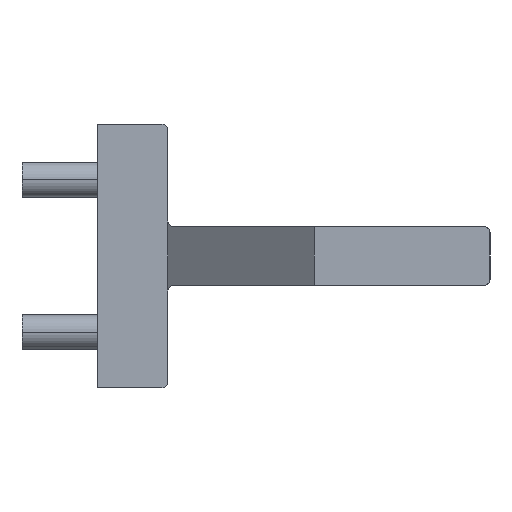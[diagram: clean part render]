
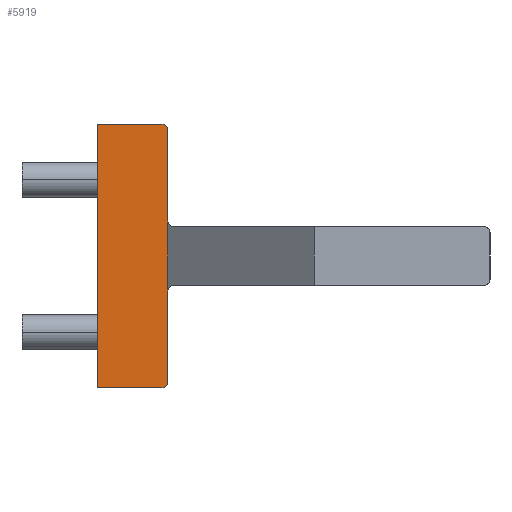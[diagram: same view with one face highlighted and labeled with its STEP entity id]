
A CAD part, left-side view. The second image highlights one B-rep face of the part: STEP entity #5919.
In plain terms, the highlighted planar face has unit normal (-1, 0, 0).
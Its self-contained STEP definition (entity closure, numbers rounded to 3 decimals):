
#5835=AXIS2_PLACEMENT_3D('Plane Axis2P3D',#5832,#5833,#5834) ;
#5839=AXIS2_PLACEMENT_3D('Circle Axis2P3D',#5837,#5838,$) ;
#5883=AXIS2_PLACEMENT_3D('Circle Axis2P3D',#5881,#5882,$) ;
#5832=CARTESIAN_POINT('Axis2P3D Location',(-258.,10.,205.)) ;
#5837=CARTESIAN_POINT('Axis2P3D Location',(-258.,-1.,183.5)) ;
#5841=CARTESIAN_POINT('Vertex',(-258.,-2.,183.5)) ;
#5843=CARTESIAN_POINT('Vertex',(-258.,-1.,182.5)) ;
#5846=CARTESIAN_POINT('Line Origine',(-258.,-2.,191.25)) ;
#5850=CARTESIAN_POINT('Vertex',(-258.,-2.,199.)) ;
#5853=CARTESIAN_POINT('Line Origine',(-258.,-2.,199.5)) ;
#5857=CARTESIAN_POINT('Vertex',(-258.,-2.,200.)) ;
#5860=CARTESIAN_POINT('Line Origine',(-258.,-2.,205.)) ;
#5864=CARTESIAN_POINT('Vertex',(-258.,-2.,210.)) ;
#5867=CARTESIAN_POINT('Line Origine',(-258.,-2.,210.5)) ;
#5871=CARTESIAN_POINT('Vertex',(-258.,-2.,211.)) ;
#5874=CARTESIAN_POINT('Line Origine',(-258.,-2.,218.75)) ;
#5878=CARTESIAN_POINT('Vertex',(-258.,-2.,226.5)) ;
#5881=CARTESIAN_POINT('Axis2P3D Location',(-258.,-1.,226.5)) ;
#5885=CARTESIAN_POINT('Vertex',(-258.,-1.,227.5)) ;
#5888=CARTESIAN_POINT('Line Origine',(-258.,4.5,227.5)) ;
#5892=CARTESIAN_POINT('Vertex',(-258.,10.,227.5)) ;
#5895=CARTESIAN_POINT('Line Origine',(-258.,10.,205.)) ;
#5899=CARTESIAN_POINT('Vertex',(-258.,10.,182.5)) ;
#5902=CARTESIAN_POINT('Line Origine',(-258.,4.5,182.5)) ;
#5833=DIRECTION('Axis2P3D Direction',(1.,0.,0.)) ;
#5834=DIRECTION('Axis2P3D XDirection',(0.,1.,0.)) ;
#5838=DIRECTION('Axis2P3D Direction',(1.,0.,0.)) ;
#5847=DIRECTION('Vector Direction',(0.,0.,1.)) ;
#5854=DIRECTION('Vector Direction',(0.,0.,1.)) ;
#5861=DIRECTION('Vector Direction',(0.,0.,-1.)) ;
#5868=DIRECTION('Vector Direction',(0.,0.,-1.)) ;
#5875=DIRECTION('Vector Direction',(0.,0.,-1.)) ;
#5882=DIRECTION('Axis2P3D Direction',(1.,0.,0.)) ;
#5889=DIRECTION('Vector Direction',(0.,-1.,0.)) ;
#5896=DIRECTION('Vector Direction',(0.,0.,1.)) ;
#5903=DIRECTION('Vector Direction',(0.,-1.,0.)) ;
#5848=VECTOR('Line Direction',#5847,1.) ;
#5855=VECTOR('Line Direction',#5854,1.) ;
#5862=VECTOR('Line Direction',#5861,1.) ;
#5869=VECTOR('Line Direction',#5868,1.) ;
#5876=VECTOR('Line Direction',#5875,1.) ;
#5890=VECTOR('Line Direction',#5889,1.) ;
#5897=VECTOR('Line Direction',#5896,1.) ;
#5904=VECTOR('Line Direction',#5903,1.) ;
#5908=ORIENTED_EDGE('',*,*,#5845,.F.) ;
#5909=ORIENTED_EDGE('',*,*,#5852,.F.) ;
#5910=ORIENTED_EDGE('',*,*,#5859,.T.) ;
#5911=ORIENTED_EDGE('',*,*,#5866,.F.) ;
#5912=ORIENTED_EDGE('',*,*,#5873,.T.) ;
#5913=ORIENTED_EDGE('',*,*,#5880,.F.) ;
#5914=ORIENTED_EDGE('',*,*,#5887,.F.) ;
#5915=ORIENTED_EDGE('',*,*,#5894,.F.) ;
#5916=ORIENTED_EDGE('',*,*,#5901,.F.) ;
#5917=ORIENTED_EDGE('',*,*,#5906,.F.) ;
#5919=ADVANCED_FACE('RB2893009_1PA_001_00_SPREAD_REAR_TERM_SINGLE_N1.1\\PartBody',(#5918),#5836,.F.) ;
#5840=CIRCLE('generated circle',#5839,1.) ;
#5884=CIRCLE('generated circle',#5883,1.) ;
#5845=EDGE_CURVE('',#5842,#5844,#5840,.T.) ;
#5852=EDGE_CURVE('',#5851,#5842,#5849,.F.) ;
#5859=EDGE_CURVE('',#5851,#5858,#5856,.T.) ;
#5866=EDGE_CURVE('',#5865,#5858,#5863,.T.) ;
#5873=EDGE_CURVE('',#5865,#5872,#5870,.F.) ;
#5880=EDGE_CURVE('',#5879,#5872,#5877,.T.) ;
#5887=EDGE_CURVE('',#5886,#5879,#5884,.T.) ;
#5894=EDGE_CURVE('',#5893,#5886,#5891,.T.) ;
#5901=EDGE_CURVE('',#5900,#5893,#5898,.T.) ;
#5906=EDGE_CURVE('',#5844,#5900,#5905,.F.) ;
#5907=EDGE_LOOP('',(#5908,#5909,#5910,#5911,#5912,#5913,#5914,#5915,#5916,#5917)) ;
#5918=FACE_OUTER_BOUND('',#5907,.T.) ;
#5849=LINE('Line',#5846,#5848) ;
#5856=LINE('Line',#5853,#5855) ;
#5863=LINE('Line',#5860,#5862) ;
#5870=LINE('Line',#5867,#5869) ;
#5877=LINE('Line',#5874,#5876) ;
#5891=LINE('Line',#5888,#5890) ;
#5898=LINE('Line',#5895,#5897) ;
#5905=LINE('Line',#5902,#5904) ;
#5836=PLANE('',#5835) ;
#5842=VERTEX_POINT('',#5841) ;
#5844=VERTEX_POINT('',#5843) ;
#5851=VERTEX_POINT('',#5850) ;
#5858=VERTEX_POINT('',#5857) ;
#5865=VERTEX_POINT('',#5864) ;
#5872=VERTEX_POINT('',#5871) ;
#5879=VERTEX_POINT('',#5878) ;
#5886=VERTEX_POINT('',#5885) ;
#5893=VERTEX_POINT('',#5892) ;
#5900=VERTEX_POINT('',#5899) ;
